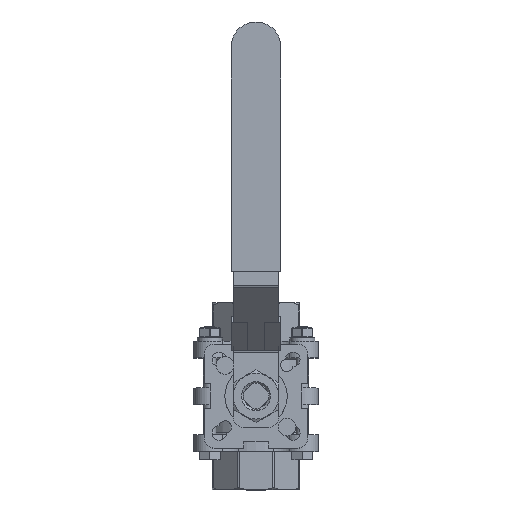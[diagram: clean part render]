
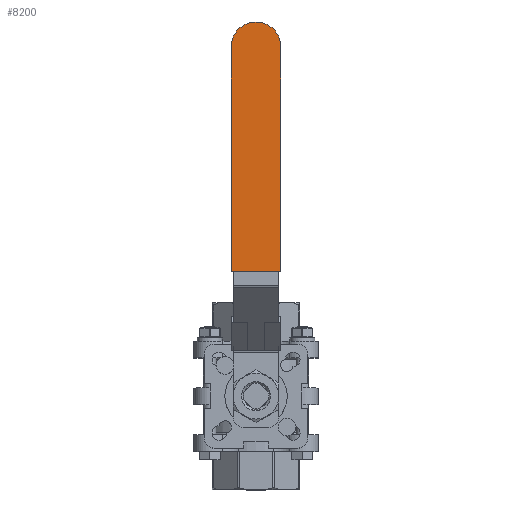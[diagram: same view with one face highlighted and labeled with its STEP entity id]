
A CAD part, top view. The second image highlights one B-rep face of the part: STEP entity #8200.
In plain terms, the highlighted planar face has unit normal (0, 0, 1).
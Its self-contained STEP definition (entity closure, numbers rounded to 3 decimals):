
#274=PLANE('',#8866);
#717=CIRCLE('',#8867,12.);
#2122=ORIENTED_EDGE('',*,*,#3274,.T.);
#2123=ORIENTED_EDGE('',*,*,#3271,.T.);
#2124=ORIENTED_EDGE('',*,*,#3266,.T.);
#2125=ORIENTED_EDGE('',*,*,#3275,.F.);
#3266=EDGE_CURVE('',#3964,#3966,#4501,.T.);
#3271=EDGE_CURVE('',#3971,#3964,#4506,.T.);
#3274=EDGE_CURVE('',#3973,#3971,#717,.F.);
#3275=EDGE_CURVE('',#3973,#3966,#4509,.T.);
#3964=VERTEX_POINT('',#12603);
#3966=VERTEX_POINT('',#12607);
#3971=VERTEX_POINT('',#12619);
#3973=VERTEX_POINT('',#12625);
#4501=LINE('',#12608,#5063);
#4506=LINE('',#12618,#5068);
#4509=LINE('',#12626,#5071);
#5063=VECTOR('',#10422,1000.);
#5068=VECTOR('',#10429,1000.);
#5071=VECTOR('',#10436,1000.);
#5579=EDGE_LOOP('',(#2122,#2123,#2124,#2125));
#6021=FACE_BOUND('',#5579,.T.);
#8200=ADVANCED_FACE('',(#6021),#274,.F.);
#8866=AXIS2_PLACEMENT_3D('',#12623,#10432,#10433);
#8867=AXIS2_PLACEMENT_3D('',#12624,#10434,#10435);
#10422=DIRECTION('',(1.,0.,0.));
#10429=DIRECTION('',(0.,-1.,0.));
#10432=DIRECTION('',(0.,0.,-1.));
#10433=DIRECTION('',(-1.,0.,0.));
#10434=DIRECTION('',(0.,0.,-1.));
#10435=DIRECTION('',(-1.,0.,0.));
#10436=DIRECTION('',(0.,-1.,0.));
#12603=CARTESIAN_POINT('',(-12.,0.,2.5));
#12607=CARTESIAN_POINT('',(12.,0.,2.5));
#12608=CARTESIAN_POINT('',(-12.,0.,2.5));
#12618=CARTESIAN_POINT('',(-12.,120.,2.5));
#12619=CARTESIAN_POINT('',(-12.,108.,2.5));
#12623=CARTESIAN_POINT('',(-12.,120.,2.5));
#12624=CARTESIAN_POINT('',(0.,108.,2.5));
#12625=CARTESIAN_POINT('',(12.,108.,2.5));
#12626=CARTESIAN_POINT('',(12.,120.,2.5));
